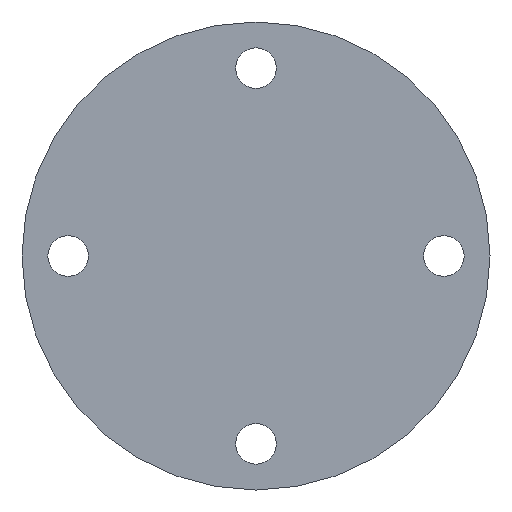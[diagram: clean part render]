
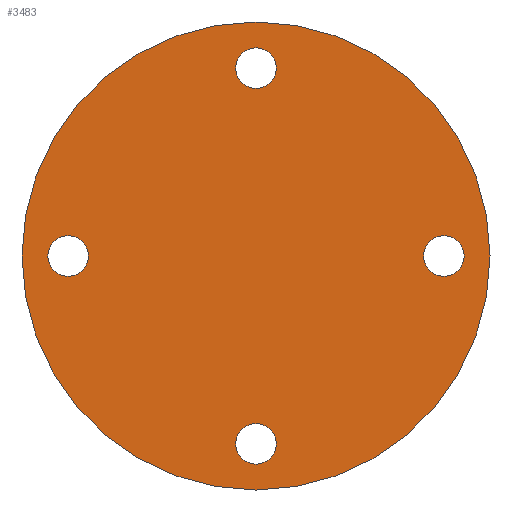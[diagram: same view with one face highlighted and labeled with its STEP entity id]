
A CAD part, front view. The second image highlights one B-rep face of the part: STEP entity #3483.
In plain terms, the highlighted planar face has unit normal (0, -1, 0).
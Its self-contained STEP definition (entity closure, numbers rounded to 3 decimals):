
#49 = ORIENTED_EDGE ( 'NONE', *, *, #623, .T. ) ;
#83 = DIRECTION ( 'NONE',  ( 0., 1., 0. ) ) ;
#203 = VERTEX_POINT ( 'NONE', #3000 ) ;
#330 = ORIENTED_EDGE ( 'NONE', *, *, #1698, .T. ) ;
#345 = DIRECTION ( 'NONE',  ( 0., 0., 1. ) ) ;
#373 = CARTESIAN_POINT ( 'NONE',  ( 0., 0., 0. ) ) ;
#498 = DIRECTION ( 'NONE',  ( 0., 0., 1. ) ) ;
#518 = CARTESIAN_POINT ( 'NONE',  ( 0., 0., -36.716 ) ) ;
#623 = EDGE_CURVE ( 'NONE', #3037, #203, #1842, .T. ) ;
#827 = AXIS2_PLACEMENT_3D ( 'NONE', #1231, #5345, #345 ) ;
#837 = EDGE_LOOP ( 'NONE', ( #5272, #330 ) ) ;
#995 = CIRCLE ( 'NONE', #3925, 3.569 ) ;
#1036 = DIRECTION ( 'NONE',  ( 0., 0., 1. ) ) ;
#1204 = CIRCLE ( 'NONE', #3049, 3.569 ) ;
#1231 = CARTESIAN_POINT ( 'NONE',  ( 33.147, 0., 0. ) ) ;
#1428 = ORIENTED_EDGE ( 'NONE', *, *, #3545, .T. ) ;
#1689 = VERTEX_POINT ( 'NONE', #5708 ) ;
#1698 = EDGE_CURVE ( 'NONE', #3586, #2518, #995, .T. ) ;
#1722 = EDGE_LOOP ( 'NONE', ( #1791, #1428 ) ) ;
#1749 = CARTESIAN_POINT ( 'NONE',  ( -33.147, 0., 3.569 ) ) ;
#1755 = CIRCLE ( 'NONE', #4743, 41.275 ) ;
#1791 = ORIENTED_EDGE ( 'NONE', *, *, #4268, .T. ) ;
#1824 = CARTESIAN_POINT ( 'NONE',  ( 0., 0., 33.147 ) ) ;
#1842 = CIRCLE ( 'NONE', #827, 3.569 ) ;
#1919 = EDGE_LOOP ( 'NONE', ( #49, #4837 ) ) ;
#1938 = CARTESIAN_POINT ( 'NONE',  ( -33.147, 0., 0. ) ) ;
#1980 = FACE_OUTER_BOUND ( 'NONE', #3920, .T. ) ;
#1997 = VERTEX_POINT ( 'NONE', #2319 ) ;
#2145 = CIRCLE ( 'NONE', #4289, 3.569 ) ;
#2173 = ORIENTED_EDGE ( 'NONE', *, *, #5694, .F. ) ;
#2270 = EDGE_CURVE ( 'NONE', #4875, #4829, #4137, .T. ) ;
#2319 = CARTESIAN_POINT ( 'NONE',  ( 0., 0., 29.578 ) ) ;
#2408 = CIRCLE ( 'NONE', #5394, 3.569 ) ;
#2428 = DIRECTION ( 'NONE',  ( 0., 1., 0. ) ) ;
#2518 = VERTEX_POINT ( 'NONE', #5900 ) ;
#2570 = ORIENTED_EDGE ( 'NONE', *, *, #2270, .T. ) ;
#2681 = DIRECTION ( 'NONE',  ( 0., 0., 1. ) ) ;
#2782 = EDGE_CURVE ( 'NONE', #4829, #4875, #1204, .T. ) ;
#2794 = DIRECTION ( 'NONE',  ( 0., 0., 1. ) ) ;
#2898 = CARTESIAN_POINT ( 'NONE',  ( 33.147, 0., 0. ) ) ;
#3000 = CARTESIAN_POINT ( 'NONE',  ( 33.147, 0., -3.569 ) ) ;
#3037 = VERTEX_POINT ( 'NONE', #4834 ) ;
#3049 = AXIS2_PLACEMENT_3D ( 'NONE', #1938, #5620, #1036 ) ;
#3065 = CARTESIAN_POINT ( 'NONE',  ( 0., 0., 36.716 ) ) ;
#3115 = PLANE ( 'NONE',  #4483 ) ;
#3137 = CIRCLE ( 'NONE', #4725, 41.275 ) ;
#3244 = CARTESIAN_POINT ( 'NONE',  ( -33.147, 0., 0. ) ) ;
#3249 = DIRECTION ( 'NONE',  ( 0., 1., 0. ) ) ;
#3348 = DIRECTION ( 'NONE',  ( 0., 1., 0. ) ) ;
#3355 = EDGE_CURVE ( 'NONE', #4338, #1689, #3137, .T. ) ;
#3382 = DIRECTION ( 'NONE',  ( 0., 0., 1. ) ) ;
#3483 = ADVANCED_FACE ( 'NONE', ( #1980, #5275, #3785, #4850, #4555 ), #3115, .F. ) ;
#3506 = EDGE_LOOP ( 'NONE', ( #5507, #2570 ) ) ;
#3545 = EDGE_CURVE ( 'NONE', #1997, #4151, #4702, .T. ) ;
#3586 = VERTEX_POINT ( 'NONE', #518 ) ;
#3674 = DIRECTION ( 'NONE',  ( 0., 1., 0. ) ) ;
#3712 = DIRECTION ( 'NONE',  ( 0., 1., 0. ) ) ;
#3746 = CARTESIAN_POINT ( 'NONE',  ( 0., 0., -33.147 ) ) ;
#3764 = DIRECTION ( 'NONE',  ( 0., 0., 1. ) ) ;
#3785 = FACE_BOUND ( 'NONE', #1722, .T. ) ;
#3920 = EDGE_LOOP ( 'NONE', ( #2173, #4006 ) ) ;
#3925 = AXIS2_PLACEMENT_3D ( 'NONE', #5688, #3348, #5194 ) ;
#4006 = ORIENTED_EDGE ( 'NONE', *, *, #3355, .F. ) ;
#4035 = DIRECTION ( 'NONE',  ( 0., 1., 0. ) ) ;
#4122 = DIRECTION ( 'NONE',  ( 0., 1., 0. ) ) ;
#4137 = CIRCLE ( 'NONE', #4270, 3.569 ) ;
#4145 = CARTESIAN_POINT ( 'NONE',  ( 0., 0., 0. ) ) ;
#4151 = VERTEX_POINT ( 'NONE', #3065 ) ;
#4246 = DIRECTION ( 'NONE',  ( 0., 0., 1. ) ) ;
#4257 = CIRCLE ( 'NONE', #5834, 3.569 ) ;
#4268 = EDGE_CURVE ( 'NONE', #4151, #1997, #2145, .T. ) ;
#4270 = AXIS2_PLACEMENT_3D ( 'NONE', #3244, #3712, #498 ) ;
#4289 = AXIS2_PLACEMENT_3D ( 'NONE', #5442, #3674, #5023 ) ;
#4338 = VERTEX_POINT ( 'NONE', #5899 ) ;
#4483 = AXIS2_PLACEMENT_3D ( 'NONE', #4145, #3249, #2794 ) ;
#4555 = FACE_BOUND ( 'NONE', #837, .T. ) ;
#4562 = DIRECTION ( 'NONE',  ( 0., 0., 1. ) ) ;
#4702 = CIRCLE ( 'NONE', #5354, 3.569 ) ;
#4725 = AXIS2_PLACEMENT_3D ( 'NONE', #373, #4035, #2681 ) ;
#4743 = AXIS2_PLACEMENT_3D ( 'NONE', #5914, #83, #3764 ) ;
#4751 = EDGE_CURVE ( 'NONE', #2518, #3586, #4257, .T. ) ;
#4829 = VERTEX_POINT ( 'NONE', #1749 ) ;
#4834 = CARTESIAN_POINT ( 'NONE',  ( 33.147, 0., 3.569 ) ) ;
#4837 = ORIENTED_EDGE ( 'NONE', *, *, #5166, .T. ) ;
#4850 = FACE_BOUND ( 'NONE', #3506, .T. ) ;
#4875 = VERTEX_POINT ( 'NONE', #5926 ) ;
#5023 = DIRECTION ( 'NONE',  ( 0., 0., 1. ) ) ;
#5166 = EDGE_CURVE ( 'NONE', #203, #3037, #2408, .T. ) ;
#5167 = DIRECTION ( 'NONE',  ( 0., 1., 0. ) ) ;
#5194 = DIRECTION ( 'NONE',  ( 0., 0., 1. ) ) ;
#5272 = ORIENTED_EDGE ( 'NONE', *, *, #4751, .T. ) ;
#5275 = FACE_BOUND ( 'NONE', #1919, .T. ) ;
#5345 = DIRECTION ( 'NONE',  ( 0., 1., 0. ) ) ;
#5354 = AXIS2_PLACEMENT_3D ( 'NONE', #1824, #4122, #4562 ) ;
#5394 = AXIS2_PLACEMENT_3D ( 'NONE', #2898, #2428, #3382 ) ;
#5442 = CARTESIAN_POINT ( 'NONE',  ( 0., 0., 33.147 ) ) ;
#5507 = ORIENTED_EDGE ( 'NONE', *, *, #2782, .T. ) ;
#5620 = DIRECTION ( 'NONE',  ( 0., 1., 0. ) ) ;
#5688 = CARTESIAN_POINT ( 'NONE',  ( 0., 0., -33.147 ) ) ;
#5694 = EDGE_CURVE ( 'NONE', #1689, #4338, #1755, .T. ) ;
#5708 = CARTESIAN_POINT ( 'NONE',  ( 0., 0., -41.275 ) ) ;
#5834 = AXIS2_PLACEMENT_3D ( 'NONE', #3746, #5167, #4246 ) ;
#5899 = CARTESIAN_POINT ( 'NONE',  ( 0., 0., 41.275 ) ) ;
#5900 = CARTESIAN_POINT ( 'NONE',  ( 0., 0., -29.578 ) ) ;
#5914 = CARTESIAN_POINT ( 'NONE',  ( 0., 0., 0. ) ) ;
#5926 = CARTESIAN_POINT ( 'NONE',  ( -33.147, 0., -3.569 ) ) ;
